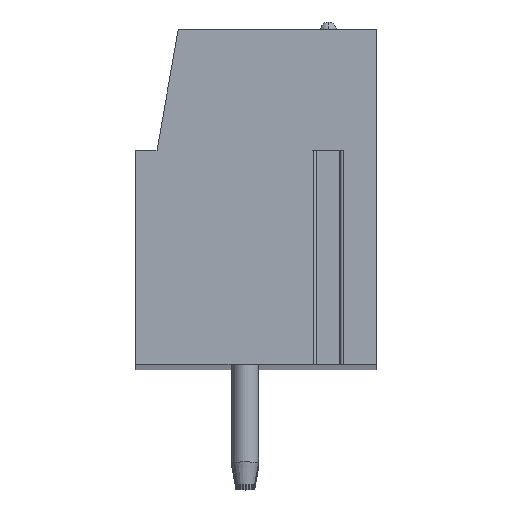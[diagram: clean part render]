
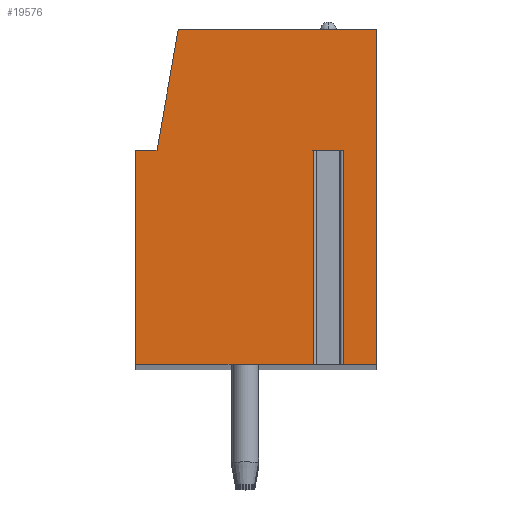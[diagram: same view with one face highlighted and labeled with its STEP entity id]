
A CAD part, top view. The second image highlights one B-rep face of the part: STEP entity #19576.
In plain terms, the highlighted planar face has unit normal (0, 0, 1).
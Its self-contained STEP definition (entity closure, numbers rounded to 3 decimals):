
#13=DIRECTION('',(-1.,0.,0.));
#14=VECTOR('',#13,1.112);
#15=CARTESIAN_POINT('',(3.256,1.75,114.3));
#16=LINE('',#15,#14);
#17=DIRECTION('',(0.,-1.,0.));
#18=VECTOR('',#17,8.);
#19=CARTESIAN_POINT('',(2.144,1.75,114.3));
#20=LINE('',#19,#18);
#21=DIRECTION('',(1.,0.,0.));
#22=VECTOR('',#21,6.644);
#23=CARTESIAN_POINT('',(-4.5,-6.25,114.3));
#24=LINE('',#23,#22);
#25=DIRECTION('',(0.,-1.,0.));
#26=VECTOR('',#25,8.);
#27=CARTESIAN_POINT('',(-4.5,1.75,114.3));
#28=LINE('',#27,#26);
#29=DIRECTION('',(-1.,0.,0.));
#30=VECTOR('',#29,0.8);
#31=CARTESIAN_POINT('',(-3.7,1.75,114.3));
#32=LINE('',#31,#30);
#33=DIRECTION('',(-0.174,-0.985,0.));
#34=VECTOR('',#33,4.569);
#35=CARTESIAN_POINT('',(-2.907,6.25,114.3));
#36=LINE('',#35,#34);
#37=DIRECTION('',(-1.,0.,0.));
#38=VECTOR('',#37,7.407);
#39=CARTESIAN_POINT('',(4.5,6.25,114.3));
#40=LINE('',#39,#38);
#41=DIRECTION('',(0.,1.,0.));
#42=VECTOR('',#41,12.5);
#43=CARTESIAN_POINT('',(4.5,-6.25,114.3));
#44=LINE('',#43,#42);
#45=DIRECTION('',(1.,0.,0.));
#46=VECTOR('',#45,1.244);
#47=CARTESIAN_POINT('',(3.256,-6.25,114.3));
#48=LINE('',#47,#46);
#49=DIRECTION('',(0.,-1.,0.));
#50=VECTOR('',#49,8.);
#51=CARTESIAN_POINT('',(3.256,1.75,114.3));
#52=LINE('',#51,#50);
#15423=CARTESIAN_POINT('',(-3.7,1.75,114.3));
#15424=CARTESIAN_POINT('',(-4.5,1.75,114.3));
#15425=VERTEX_POINT('',#15423);
#15426=VERTEX_POINT('',#15424);
#15427=CARTESIAN_POINT('',(-4.5,-6.25,114.3));
#15428=VERTEX_POINT('',#15427);
#15429=CARTESIAN_POINT('',(4.5,-6.25,114.3));
#15430=CARTESIAN_POINT('',(4.5,6.25,114.3));
#15431=VERTEX_POINT('',#15429);
#15432=VERTEX_POINT('',#15430);
#15433=CARTESIAN_POINT('',(-2.907,6.25,114.3));
#15434=VERTEX_POINT('',#15433);
#15483=CARTESIAN_POINT('',(3.256,1.75,114.3));
#15484=CARTESIAN_POINT('',(2.144,1.75,114.3));
#15485=VERTEX_POINT('',#15483);
#15486=VERTEX_POINT('',#15484);
#15487=CARTESIAN_POINT('',(2.144,-6.25,114.3));
#15488=VERTEX_POINT('',#15487);
#15489=CARTESIAN_POINT('',(3.256,-6.25,114.3));
#15490=VERTEX_POINT('',#15489);
#19549=CARTESIAN_POINT('',(0.,0.,114.3));
#19550=DIRECTION('',(0.,0.,1.));
#19551=DIRECTION('',(1.,0.,0.));
#19552=AXIS2_PLACEMENT_3D('',#19549,#19550,#19551);
#19553=PLANE('',#19552);
#19555=ORIENTED_EDGE('',*,*,#19554,.T.);
#19557=ORIENTED_EDGE('',*,*,#19556,.T.);
#19559=ORIENTED_EDGE('',*,*,#19558,.F.);
#19561=ORIENTED_EDGE('',*,*,#19560,.F.);
#19563=ORIENTED_EDGE('',*,*,#19562,.F.);
#19565=ORIENTED_EDGE('',*,*,#19564,.F.);
#19567=ORIENTED_EDGE('',*,*,#19566,.F.);
#19569=ORIENTED_EDGE('',*,*,#19568,.F.);
#19571=ORIENTED_EDGE('',*,*,#19570,.F.);
#19573=ORIENTED_EDGE('',*,*,#19572,.F.);
#19574=EDGE_LOOP('',(#19555,#19557,#19559,#19561,#19563,#19565,#19567,#19569,
#19571,#19573));
#19575=FACE_OUTER_BOUND('',#19574,.F.);
#19554=EDGE_CURVE('',#15485,#15486,#16,.T.);
#19556=EDGE_CURVE('',#15486,#15488,#20,.T.);
#19558=EDGE_CURVE('',#15428,#15488,#24,.T.);
#19560=EDGE_CURVE('',#15426,#15428,#28,.T.);
#19562=EDGE_CURVE('',#15425,#15426,#32,.T.);
#19564=EDGE_CURVE('',#15434,#15425,#36,.T.);
#19566=EDGE_CURVE('',#15432,#15434,#40,.T.);
#19568=EDGE_CURVE('',#15431,#15432,#44,.T.);
#19570=EDGE_CURVE('',#15490,#15431,#48,.T.);
#19572=EDGE_CURVE('',#15485,#15490,#52,.T.);
#19576=ADVANCED_FACE('',(#19575),#19553,.T.);
